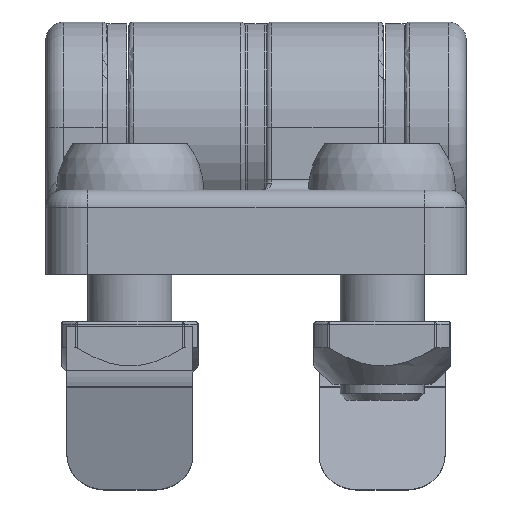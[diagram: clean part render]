
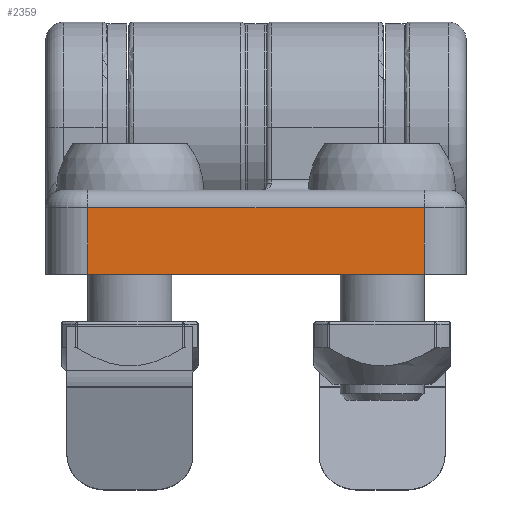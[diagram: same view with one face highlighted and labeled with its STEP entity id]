
A CAD part, front view. The second image highlights one B-rep face of the part: STEP entity #2359.
In plain terms, the highlighted face is planar.
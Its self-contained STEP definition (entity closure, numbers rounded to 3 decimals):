
#2359=ADVANCED_FACE('',(#2696),#2697,.T.);
#2696=FACE_OUTER_BOUND('',#3187,.T.);
#2697=PLANE('',#3188);
#3187=EDGE_LOOP('',(#4213,#4214,#4215,#4216));
#3188=AXIS2_PLACEMENT_3D('',#4217,#4218,#4219);
#4213=ORIENTED_EDGE('',*,*,#4742,.T.);
#4214=ORIENTED_EDGE('',*,*,#4743,.T.);
#4215=ORIENTED_EDGE('',*,*,#4744,.F.);
#4216=ORIENTED_EDGE('',*,*,#4687,.F.);
#4217=CARTESIAN_POINT('',(-40.0,-6.0,-20.0));
#4218=DIRECTION('',(-1.0,0.0,0.0));
#4219=DIRECTION('',(0.0,0.0,1.0));
#4687=EDGE_CURVE('',#5194,#5196,#5197,.F.);
#4742=EDGE_CURVE('',#5194,#5272,#5274,.T.);
#4743=EDGE_CURVE('',#5272,#5256,#5275,.F.);
#4744=EDGE_CURVE('',#5196,#5256,#5276,.T.);
#5194=VERTEX_POINT('',#6355);
#5196=VERTEX_POINT('',#6357);
#5197=LINE('',#6358,#6359);
#5256=VERTEX_POINT('',#6449);
#5272=VERTEX_POINT('',#6466);
#5274=LINE('',#6468,#6469);
#5275=LINE('',#6470,#6471);
#5276=LINE('',#6472,#6473);
#6355=CARTESIAN_POINT('',(-40.0,-14.0,16.0));
#6357=CARTESIAN_POINT('',(-40.0,-14.0,-16.0));
#6358=CARTESIAN_POINT('',(-40.0,-14.0,-20.0));
#6359=VECTOR('',#6935,1.0);
#6449=CARTESIAN_POINT('',(-40.0,-7.69,-16.0));
#6466=CARTESIAN_POINT('',(-40.0,-7.69,16.0));
#6468=CARTESIAN_POINT('',(-40.0,-6.0,16.0));
#6469=VECTOR('',#7034,1.0);
#6470=CARTESIAN_POINT('',(-40.0,-7.69,-20.0));
#6471=VECTOR('',#7035,1.0);
#6472=CARTESIAN_POINT('',(-40.0,-6.0,-16.0));
#6473=VECTOR('',#7036,1.0);
#6935=DIRECTION('',(0.0,0.0,1.0));
#7034=DIRECTION('',(0.0,1.0,0.0));
#7035=DIRECTION('',(0.0,0.0,1.0));
#7036=DIRECTION('',(0.0,1.0,0.0));
